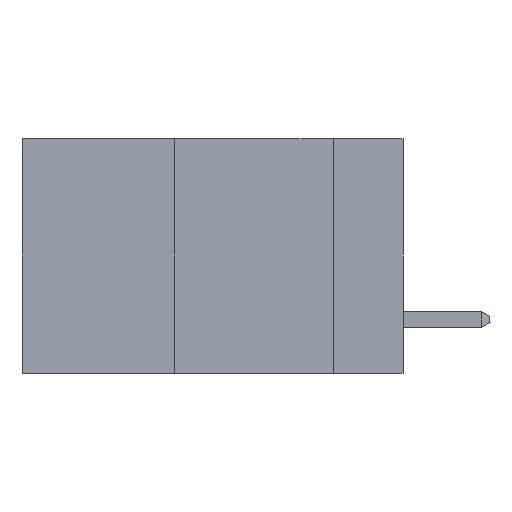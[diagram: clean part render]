
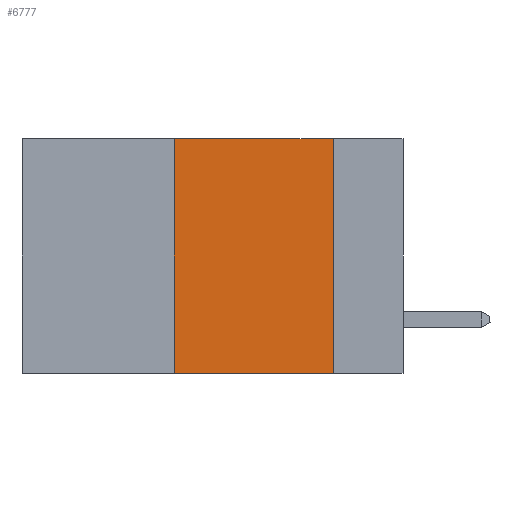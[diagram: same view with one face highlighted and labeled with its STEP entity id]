
A CAD part, left-side view. The second image highlights one B-rep face of the part: STEP entity #6777.
In plain terms, the highlighted planar face has unit normal (-1, 0, 0).
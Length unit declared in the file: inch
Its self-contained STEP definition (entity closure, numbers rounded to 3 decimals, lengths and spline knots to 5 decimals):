
#1397 = VECTOR ( 'NONE', #4963, 39.37008 ) ;
#2520 = CARTESIAN_POINT ( 'NONE',  ( 0., 0.6, 0. ) ) ;
#3730 = CARTESIAN_POINT ( 'NONE',  ( 0., 0.11, -0.37 ) ) ;
#3944 = DIRECTION ( 'NONE',  ( 0., 0., -1. ) ) ;
#4353 = VECTOR ( 'NONE', #11680, 39.37008 ) ;
#4654 = VERTEX_POINT ( 'NONE', #17217 ) ;
#4894 = CARTESIAN_POINT ( 'NONE',  ( 0., 0.36, 0. ) ) ;
#4963 = DIRECTION ( 'NONE',  ( 0., 0., 1. ) ) ;
#4981 = LINE ( 'NONE', #10451, #1397 ) ;
#5094 = DIRECTION ( 'NONE',  ( 0., -1., 0. ) ) ;
#5429 = EDGE_CURVE ( 'NONE', #12262, #11634, #17314, .T. ) ;
#5700 = ORIENTED_EDGE ( 'NONE', *, *, #7231, .F. ) ;
#6777 = ADVANCED_FACE ( 'NONE', ( #9440 ), #7531, .F. ) ;
#6996 = VERTEX_POINT ( 'NONE', #3730 ) ;
#7231 = EDGE_CURVE ( 'NONE', #4654, #12262, #4981, .T. ) ;
#7531 = PLANE ( 'NONE',  #7964 ) ;
#7564 = CARTESIAN_POINT ( 'NONE',  ( 0., 0.11, 0. ) ) ;
#7964 = AXIS2_PLACEMENT_3D ( 'NONE', #2520, #9490, #3944 ) ;
#8160 = LINE ( 'NONE', #7564, #4353 ) ;
#9352 = ORIENTED_EDGE ( 'NONE', *, *, #13489, .F. ) ;
#9440 = FACE_OUTER_BOUND ( 'NONE', #12645, .T. ) ;
#9490 = DIRECTION ( 'NONE',  ( 1., 0., 0. ) ) ;
#10030 = LINE ( 'NONE', #12586, #11713 ) ;
#10451 = CARTESIAN_POINT ( 'NONE',  ( 0., 0.36, 0. ) ) ;
#11369 = VECTOR ( 'NONE', #5094, 39.37008 ) ;
#11634 = VERTEX_POINT ( 'NONE', #15387 ) ;
#11671 = ORIENTED_EDGE ( 'NONE', *, *, #5429, .F. ) ;
#11680 = DIRECTION ( 'NONE',  ( 0., 0., -1. ) ) ;
#11713 = VECTOR ( 'NONE', #14676, 39.37008 ) ;
#12262 = VERTEX_POINT ( 'NONE', #4894 ) ;
#12368 = ORIENTED_EDGE ( 'NONE', *, *, #14078, .T. ) ;
#12586 = CARTESIAN_POINT ( 'NONE',  ( 0., 0.6, -0.37 ) ) ;
#12645 = EDGE_LOOP ( 'NONE', ( #9352, #11671, #5700, #12368 ) ) ;
#12888 = CARTESIAN_POINT ( 'NONE',  ( 0., 0.6, 0. ) ) ;
#13489 = EDGE_CURVE ( 'NONE', #11634, #6996, #8160, .T. ) ;
#14078 = EDGE_CURVE ( 'NONE', #4654, #6996, #10030, .T. ) ;
#14676 = DIRECTION ( 'NONE',  ( 0., -1., 0. ) ) ;
#15387 = CARTESIAN_POINT ( 'NONE',  ( 0., 0.11, 0. ) ) ;
#17217 = CARTESIAN_POINT ( 'NONE',  ( 0., 0.36, -0.37 ) ) ;
#17314 = LINE ( 'NONE', #12888, #11369 ) ;
